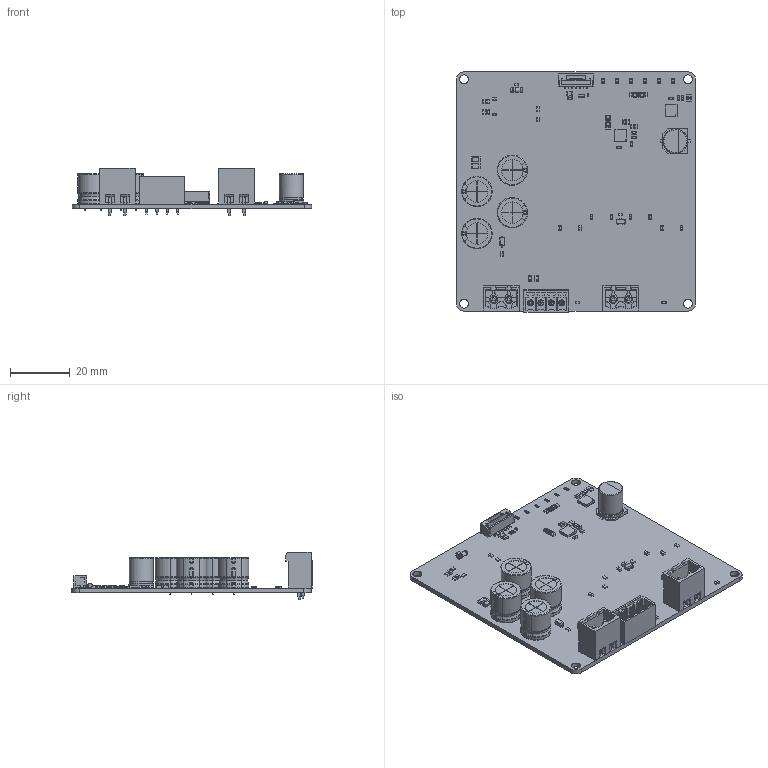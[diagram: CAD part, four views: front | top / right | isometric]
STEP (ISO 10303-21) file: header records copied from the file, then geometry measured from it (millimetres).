
FILE_DESCRIPTION(('FreeCAD Model'),'2;1');
FILE_NAME( 'performance-dc.step', '2021-05-28T14:46:18',('kicad StepUp'),('ksu MCAD'), 'Open CASCADE STEP processor 7.3','FreeCAD','Unknown');
FILE_SCHEMA(('AUTOMOTIVE_DESIGN { 1 0 10303 214 1 1 1 1 }'));
Length unit declared in the file: millimetre
Products named in the file (73): performance-dc; Board_Geoms_e8d3; Local_CS_e8d3; Pcb_e8d3; Step_Models_e8d3; Top_e8d3; P4_OQ_2P_green-5mm_vertical_5E8F29C5; P5_OQ_4P_vertical_5E2B0020; P6_OQ_2P_black-5mm_vertical_5E8F29CF; R6_R_0603_5E8F2A60; R5_R_0603_5E8F2A56; C19_c_elko_10x10_5E8F28E4; C9_C_0603_5E384390; C11_C_0603_5E204A5A; C12_C_0603_5E204A64; R1_R_0603_5E204B19; R10_R_0603_5E2AA880; R11_R_0603_5E3842AD; R12_R_0603_5E2AA8D1; R13_R_0603_5E204B55; R14_R_0603_5E204B5F; R15_R_0603_5E204B69; R16_R_0805_5E204B73; R17_R_0805_5E2AA89B; D6_MiniMelf_5E207288; C2_C_0805_5E3846CE; C3_C_0603_5E3846D7; R3_R_0603_5E3942EC; RP5_R_4x0603_5E3949FC; P1_BrickletConn_7pin_180_5E3963F1; C1_C_0402_5E8F284F; C4_C_0603_5E8F2858; C5_C_0603_5E8F286A; C6_C_0603_5E8F2874; C7_C_0603_5E8F287E; C8_C_0603_5E959FE5; C10_C_0603_5E8F2892; C13_c_elec_8x10_5E8F28A7; C15_C_1206_5E8F28BB; C16_C_0603_5E95689F ...
Assembly tree (72 placements, depth 4):
  performance-dc
    Board_Geoms_e8d3
      Local_CS_e8d3
      Pcb_e8d3
    Step_Models_e8d3
      Top_e8d3
        P4_OQ_2P_green-5mm_vertical_5E8F29C5
        P5_OQ_4P_vertical_5E2B0020
        P6_OQ_2P_black-5mm_vertical_5E8F29CF
        R6_R_0603_5E8F2A60
        R5_R_0603_5E8F2A56
        C19_c_elko_10x10_5E8F28E4
        C9_C_0603_5E384390
        C11_C_0603_5E204A5A
        C12_C_0603_5E204A64
        R1_R_0603_5E204B19
        R10_R_0603_5E2AA880
        R11_R_0603_5E3842AD
        R12_R_0603_5E2AA8D1
        R13_R_0603_5E204B55
        R14_R_0603_5E204B5F
        R15_R_0603_5E204B69
        R16_R_0805_5E204B73
        R17_R_0805_5E2AA89B
        D6_MiniMelf_5E207288
        C2_C_0805_5E3846CE
        C3_C_0603_5E3846D7
        R3_R_0603_5E3942EC
        RP5_R_4x0603_5E3949FC
        P1_BrickletConn_7pin_180_5E3963F1
        C1_C_0402_5E8F284F
        C4_C_0603_5E8F2858
        C5_C_0603_5E8F286A
        C6_C_0603_5E8F2874
        C7_C_0603_5E8F287E
        C8_C_0603_5E959FE5
        C10_C_0603_5E8F2892
        C13_c_elec_8x10_5E8F28A7
        C15_C_1206_5E8F28BB
        C16_C_0603_5E95689F
        C17_C_0603_5E9569AD
        C18_C_1206_5E8F28D9
        C20_C_0603_5E8F28EE
        C21_C_0603_5E8F28F8
        C22_c_elko_10x10_5E8F2903
        C23_C_0603_5E8F290D
        C24_C_0603_5E8F2917
        D1_D_0603_blue_5E8F2918
        D8_D_0603_blue_5E8F2954
        D9_D_0603_blue_5E8F2964
        D10_D_0603_blue_5E8F2974
        D11_D_0603_blue_5E8F2984
        D12_D_0603_blue_5E8F2994
        R2_R_0603_5E8F2A42
        R4_R_0603_5E8F2A4C
        R9_R_0603_5E8F2A7E
        R18_R_0603_5E95A123
        R19_R_0603_5E8F2A92
        R20_R_0603_5E8F2A9C
        R21_R_0603_5E8F2AA6
Bounding box: 80 x 80.35 x 15.85 mm (x, y, z)
Volume: 15616.8 mm3; surface area: 20433.8 mm2
Topology: 82 solids, 85 shells, 3773 faces, 10297 edges, 6796 vertices
Faces by surface type: plane 2585, cylinder 729, bspline 290, torus 156, sphere 8, cone 4, revolution 1
Full cylindrical faces by diameter (mm): 0.899 x8, 1.4 x4, 1.7 x4, 2 x4, 2.6 x4, 3 x4, 8 x2
Entity records: 148066 total; most frequent: CARTESIAN_POINT 25779, ORIENTED_EDGE 20570, DIRECTION 18383, EDGE_CURVE 10289, LINE 7778, VECTOR 7778, VERTEX_POINT 6796, AXIS2_PLACEMENT_3D 5302
